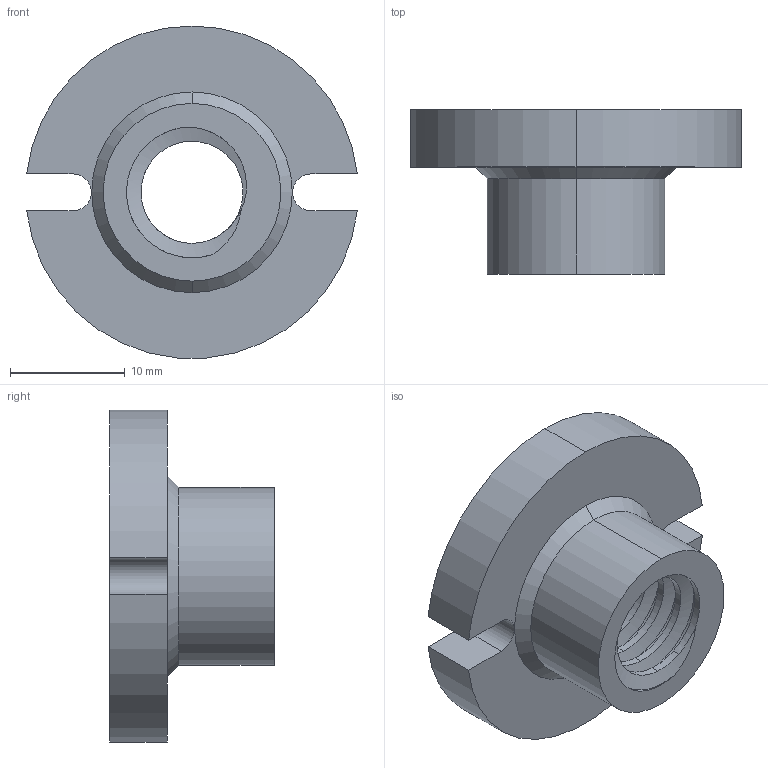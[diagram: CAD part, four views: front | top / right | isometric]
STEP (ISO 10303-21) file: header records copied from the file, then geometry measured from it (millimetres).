
FILE_DESCRIPTION (( 'STEP AP203' ), '1' );
FILE_NAME ('acme threaded retainer-2 (Default).STEP', '2021-11-19T20:31:37', ( '' ), ( '' ), 'SwSTEP 2.0', 'SolidWorks 2020', '' );
FILE_SCHEMA (( 'CONFIG_CONTROL_DESIGN' ));
Length unit declared in the file: millimetre
Products named in the file (1): acme threaded retainer-2 (Default)
Bounding box: 28.82 x 14.34 x 28.95 mm (x, y, z)
Volume: 3721.8 mm3; surface area: 2926.7 mm2
Topology: 1 solids, 1 shells, 36 faces, 97 edges, 64 vertices
Faces by surface type: cylinder 22, plane 7, cone 4, bspline 3
Entity records: 3433 total; most frequent: CARTESIAN_POINT 2555, ORIENTED_EDGE 194, DIRECTION 140, EDGE_CURVE 97, VERTEX_POINT 64, AXIS2_PLACEMENT_3D 52, EDGE_LOOP 39, FACE_OUTER_BOUND 36
